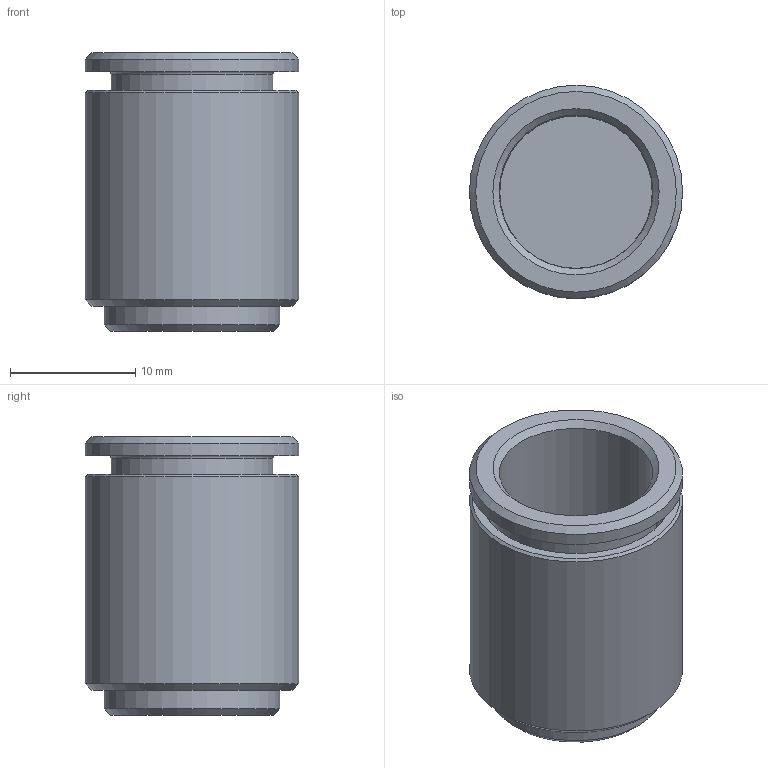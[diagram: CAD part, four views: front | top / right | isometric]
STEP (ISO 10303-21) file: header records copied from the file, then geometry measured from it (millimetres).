
FILE_DESCRIPTION(/* description */ (''),/* implementation_level */ '2;1');
FILE_NAME(/* name */ 'iqsc_120_msv.stp',/* time_stamp */ '2017-11-02T11:34:25+01:00',/* author */ ('Hamoud'),/* organization */ (''),/* preprocessor_version */ 'ST-DEVELOPER v15.6',/* originating_system */ 'Autodesk Inventor LT ',/* authorisation */ '');
FILE_SCHEMA (('AUTOMOTIVE_DESIGN { 1 0 10303 214 3 1 1 }'));
Length unit declared in the file: millimetre
Products named in the file (1): iqsc_120_msv
Bounding box: 17 x 17 x 22.2 mm (x, y, z)
Volume: 1915.9 mm3; surface area: 3356.5 mm2
Topology: 2 solids, 2 shells, 23 faces, 38 edges, 23 vertices
Faces by surface type: plane 8, cylinder 7, cone 7, torus 1
Full cylindrical faces by diameter (mm): 12.15 x1, 12.25 x1, 12.9 x1, 14 x1, 14.5 x1, 17 x2
Entity records: 495 total; most frequent: DIRECTION 92, CARTESIAN_POINT 68, AXIS2_PLACEMENT_3D 46, EDGE_LOOP 44, ORIENTED_EDGE 44, FACE_OUTER_BOUND 23, ADVANCED_FACE 23, CIRCLE 22
